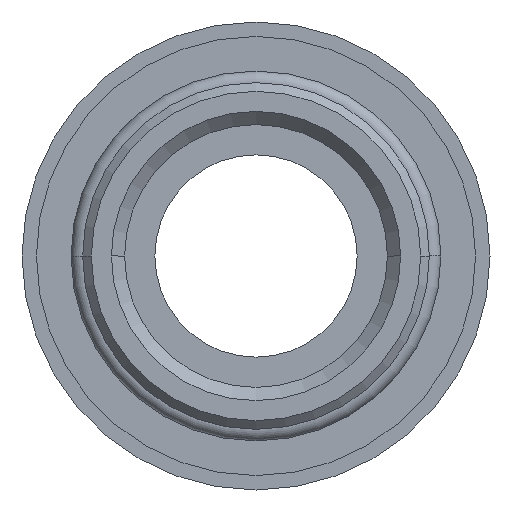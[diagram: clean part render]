
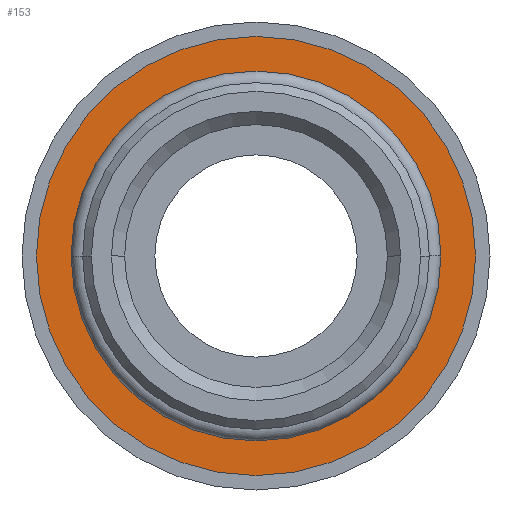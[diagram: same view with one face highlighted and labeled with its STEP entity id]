
A CAD part, front view. The second image highlights one B-rep face of the part: STEP entity #153.
In plain terms, the highlighted planar face has unit normal (0, -1, 0).
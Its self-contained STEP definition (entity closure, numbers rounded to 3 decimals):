
#153=ADVANCED_FACE('',(#334,#335),#336,.T.);
#334=FACE_OUTER_BOUND('',#539,.T.);
#335=FACE_BOUND('',#540,.T.);
#336=PLANE('',#541);
#539=EDGE_LOOP('',(#900,#901));
#540=EDGE_LOOP('',(#902,#903));
#541=AXIS2_PLACEMENT_3D('',#904,#905,#906);
#900=ORIENTED_EDGE('',*,*,#1249,.F.);
#901=ORIENTED_EDGE('',*,*,#1212,.F.);
#902=ORIENTED_EDGE('',*,*,#1219,.T.);
#903=ORIENTED_EDGE('',*,*,#1155,.T.);
#904=CARTESIAN_POINT('',(6.8,4.0,0.0));
#905=DIRECTION('',(-0.0,-1.0,-0.0));
#906=DIRECTION('',(-1.0,0.0,0.0));
#1155=EDGE_CURVE('',#1365,#1363,#1366,.T.);
#1212=EDGE_CURVE('',#1453,#1448,#1455,.T.);
#1219=EDGE_CURVE('',#1363,#1365,#1464,.T.);
#1249=EDGE_CURVE('',#1448,#1453,#1504,.T.);
#1363=VERTEX_POINT('',#1632);
#1365=VERTEX_POINT('',#1635);
#1366=CIRCLE('',#1636,6.0);
#1448=VERTEX_POINT('',#1733);
#1453=VERTEX_POINT('',#1739);
#1455=CIRCLE('',#1742,7.6);
#1464=CIRCLE('',#1751,6.0);
#1504=CIRCLE('',#1801,7.6);
#1632=CARTESIAN_POINT('',(6.0,4.0,0.0));
#1635=CARTESIAN_POINT('',(-6.0,4.0,0.));
#1636=AXIS2_PLACEMENT_3D('',#1929,#1930,#1931);
#1733=CARTESIAN_POINT('',(7.6,4.0,0.0));
#1739=CARTESIAN_POINT('',(-7.6,4.0,0.));
#1742=AXIS2_PLACEMENT_3D('',#2024,#2025,#2026);
#1751=AXIS2_PLACEMENT_3D('',#2039,#2040,#2041);
#1801=AXIS2_PLACEMENT_3D('',#2079,#2080,#2081);
#1929=CARTESIAN_POINT('',(0.0,4.0,0.0));
#1930=DIRECTION('',(-0.0,1.0,0.0));
#1931=DIRECTION('',(1.0,0.0,0.0));
#2024=CARTESIAN_POINT('',(0.0,4.0,0.0));
#2025=DIRECTION('',(-0.0,1.0,0.0));
#2026=DIRECTION('',(1.0,0.0,0.0));
#2039=CARTESIAN_POINT('',(0.0,4.0,0.0));
#2040=DIRECTION('',(-0.0,1.0,0.0));
#2041=DIRECTION('',(1.0,0.0,0.0));
#2079=CARTESIAN_POINT('',(0.0,4.0,0.0));
#2080=DIRECTION('',(-0.0,1.0,0.0));
#2081=DIRECTION('',(1.0,0.0,0.0));
